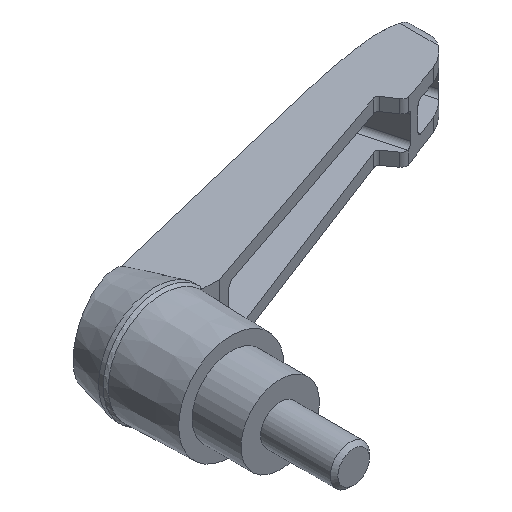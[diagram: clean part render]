
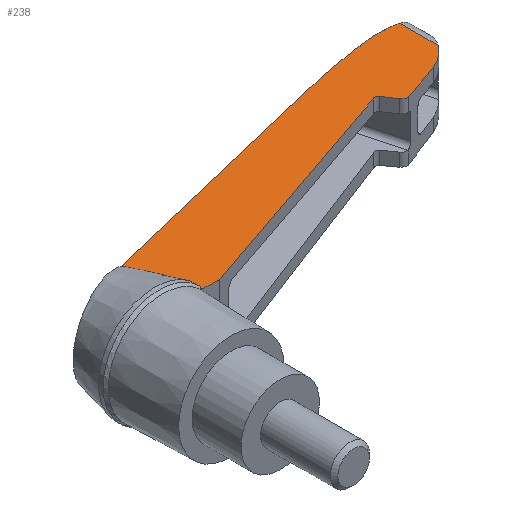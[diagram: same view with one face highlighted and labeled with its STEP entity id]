
A CAD part, isometric view. The second image highlights one B-rep face of the part: STEP entity #238.
In plain terms, the highlighted planar face has unit normal (0.034, 0, 0.999).
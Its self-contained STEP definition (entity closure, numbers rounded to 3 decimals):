
#238 = ADVANCED_FACE( '', ( #497 ), #498, .F. );
#497 = FACE_OUTER_BOUND( '', #766, .T. );
#498 = PLANE( '', #767 );
#766 = EDGE_LOOP( '', ( #1430, #1431, #1432, #1433, #1434, #1435, #1436, #1437, #1438, #1439, #1440, #1441, #1442, #1443, #1444 ) );
#767 = AXIS2_PLACEMENT_3D( '', #1445, #1446, #1447 );
#1430 = ORIENTED_EDGE( '', *, *, #1881, .F. );
#1431 = ORIENTED_EDGE( '', *, *, #1882, .T. );
#1432 = ORIENTED_EDGE( '', *, *, #1857, .F. );
#1433 = ORIENTED_EDGE( '', *, *, #1883, .F. );
#1434 = ORIENTED_EDGE( '', *, *, #1679, .T. );
#1435 = ORIENTED_EDGE( '', *, *, #1884, .F. );
#1436 = ORIENTED_EDGE( '', *, *, #1832, .F. );
#1437 = ORIENTED_EDGE( '', *, *, #1781, .F. );
#1438 = ORIENTED_EDGE( '', *, *, #1855, .F. );
#1439 = ORIENTED_EDGE( '', *, *, #1691, .F. );
#1440 = ORIENTED_EDGE( '', *, *, #1631, .F. );
#1441 = ORIENTED_EDGE( '', *, *, #1885, .F. );
#1442 = ORIENTED_EDGE( '', *, *, #1638, .F. );
#1443 = ORIENTED_EDGE( '', *, *, #1840, .F. );
#1444 = ORIENTED_EDGE( '', *, *, #1764, .F. );
#1445 = CARTESIAN_POINT( '', ( 0., 58.5, 8.22 ) );
#1446 = DIRECTION( '', ( -0.034, 0., -0.999 ) );
#1447 = DIRECTION( '', ( -0.999, 0., 0.034 ) );
#1631 = EDGE_CURVE( '', #1956, #1958, #1959, .T. );
#1638 = EDGE_CURVE( '', #1969, #1964, #1971, .T. );
#1679 = EDGE_CURVE( '', #2040, #2038, #2041, .T. );
#1691 = EDGE_CURVE( '', #1958, #2059, #2060, .T. );
#1764 = EDGE_CURVE( '', #2175, #2171, #2177, .T. );
#1781 = EDGE_CURVE( '', #2205, #2188, #2207, .T. );
#1832 = EDGE_CURVE( '', #2188, #2276, #2278, .T. );
#1840 = EDGE_CURVE( '', #2171, #1969, #2286, .T. );
#1855 = EDGE_CURVE( '', #2059, #2205, #2303, .T. );
#1857 = EDGE_CURVE( '', #2305, #2306, #2307, .T. );
#1881 = EDGE_CURVE( '', #2336, #2175, #2337, .T. );
#1882 = EDGE_CURVE( '', #2336, #2306, #2338, .T. );
#1883 = EDGE_CURVE( '', #2040, #2305, #2339, .T. );
#1884 = EDGE_CURVE( '', #2276, #2038, #2340, .T. );
#1885 = EDGE_CURVE( '', #1964, #1956, #2341, .T. );
#1956 = VERTEX_POINT( '', #2475 );
#1958 = VERTEX_POINT( '', #2478 );
#1959 = ELLIPSE( '', #2479, 36.021, 36. );
#1964 = VERTEX_POINT( '', #2488 );
#1969 = VERTEX_POINT( '', #2494 );
#1971 = ELLIPSE( '', #2497, 157.091, 157. );
#2038 = VERTEX_POINT( '', #2596 );
#2040 = VERTEX_POINT( '', #2599 );
#2041 = ELLIPSE( '', #2600, 0.8, 0.8 );
#2059 = VERTEX_POINT( '', #2626 );
#2060 = LINE( '', #2627, #2628 );
#2171 = VERTEX_POINT( '', #2802 );
#2175 = VERTEX_POINT( '', #2815 );
#2177 = B_SPLINE_CURVE_WITH_KNOTS( '', 3, ( #2817, #2818, #2819, #2820, #2821, #2822, #2823, #2824, #2825, #2826 ), .UNSPECIFIED., .F., .F., ( 4, 2, 2, 2, 4 ), ( 0., 0.006, 0.009, 0.01, 0.012 ), .UNSPECIFIED. );
#2188 = VERTEX_POINT( '', #2839 );
#2205 = VERTEX_POINT( '', #2863 );
#2207 = LINE( '', #2866, #2867 );
#2276 = VERTEX_POINT( '', #2971 );
#2278 = ELLIPSE( '', #2974, 1.201, 1.2 );
#2286 = LINE( '', #2983, #2984 );
#2303 = ELLIPSE( '', #3007, 12.007, 12. );
#2305 = VERTEX_POINT( '', #3009 );
#2306 = VERTEX_POINT( '', #3010 );
#2307 = LINE( '', #3011, #3012 );
#2336 = VERTEX_POINT( '', #3053 );
#2337 = LINE( '', #3054, #3055 );
#2338 = B_SPLINE_CURVE_WITH_KNOTS( '', 3, ( #3056, #3057, #3058, #3059, #3060, #3061 ), .UNSPECIFIED., .F., .F., ( 4, 2, 4 ), ( 0., 0., 0.001 ), .UNSPECIFIED. );
#2339 = LINE( '', #3062, #3063 );
#2340 = LINE( '', #3064, #3065 );
#2341 = ELLIPSE( '', #3066, 30.017, 30. );
#2475 = CARTESIAN_POINT( '', ( 74.8, 53.5, 5.677 ) );
#2478 = CARTESIAN_POINT( '', ( 77.585, 53.244, 5.582 ) );
#2479 = AXIS2_PLACEMENT_3D( '', #3120, #3121, #3122 );
#2488 = CARTESIAN_POINT( '', ( 69.3, 53., 5.864 ) );
#2494 = CARTESIAN_POINT( '', ( 56.5, 50.262, 6.299 ) );
#2497 = AXIS2_PLACEMENT_3D( '', #3129, #3130, #3131 );
#2596 = CARTESIAN_POINT( '', ( 62.1, 41.746, 6.109 ) );
#2599 = CARTESIAN_POINT( '', ( 61.169, 42.042, 6.14 ) );
#2600 = AXIS2_PLACEMENT_3D( '', #3179, #3180, #3181 );
#2626 = CARTESIAN_POINT( '', ( 77.585, 45.336, 5.582 ) );
#2627 = CARTESIAN_POINT( '', ( 77.585, 58.5, 5.582 ) );
#2628 = VECTOR( '', #3190, 1000. );
#2802 = CARTESIAN_POINT( '', ( 3.725, 36.121, 8.093 ) );
#2815 = CARTESIAN_POINT( '', ( 8.322, 25.6, 7.937 ) );
#2817 = CARTESIAN_POINT( '', ( 8.322, 25.6, 7.937 ) );
#2818 = CARTESIAN_POINT( '', ( 7.686, 27.409, 7.958 ) );
#2819 = CARTESIAN_POINT( '', ( 7.019, 29.207, 7.981 ) );
#2820 = CARTESIAN_POINT( '', ( 5.912, 31.861, 8.019 ) );
#2821 = CARTESIAN_POINT( '', ( 5.526, 32.738, 8.032 ) );
#2822 = CARTESIAN_POINT( '', ( 4.898, 34.032, 8.053 ) );
#2823 = CARTESIAN_POINT( '', ( 4.68, 34.459, 8.06 ) );
#2824 = CARTESIAN_POINT( '', ( 4.223, 35.301, 8.076 ) );
#2825 = CARTESIAN_POINT( '', ( 3.982, 35.717, 8.084 ) );
#2826 = CARTESIAN_POINT( '', ( 3.725, 36.121, 8.093 ) );
#2839 = CARTESIAN_POINT( '', ( 65.173, 38.89, 6.004 ) );
#2863 = CARTESIAN_POINT( '', ( 73., 41.739, 5.738 ) );
#2866 = CARTESIAN_POINT( '', ( 65.008, 38.83, 6.01 ) );
#2867 = VECTOR( '', #3314, 1000. );
#2971 = CARTESIAN_POINT( '', ( 63.777, 39.333, 6.051 ) );
#2974 = AXIS2_PLACEMENT_3D( '', #3375, #3376, #3377 );
#2983 = CARTESIAN_POINT( '', ( 56.335, 50.217, 6.304 ) );
#2984 = VECTOR( '', #3385, 1000. );
#3007 = AXIS2_PLACEMENT_3D( '', #3404, #3405, #3406 );
#3009 = CARTESIAN_POINT( '', ( 11.6, 24., 7.825 ) );
#3010 = CARTESIAN_POINT( '', ( 7.764, 24., 7.956 ) );
#3011 = CARTESIAN_POINT( '', ( -0.111, 24., 8.223 ) );
#3012 = VECTOR( '', #3407, 1000. );
#3053 = CARTESIAN_POINT( '', ( 8.322, 24.664, 7.937 ) );
#3054 = CARTESIAN_POINT( '', ( 8.322, 72.299, 7.937 ) );
#3055 = VECTOR( '', #3430, 1000. );
#3056 = CARTESIAN_POINT( '', ( 8.322, 24.664, 7.937 ) );
#3057 = CARTESIAN_POINT( '', ( 8.276, 24.522, 7.938 ) );
#3058 = CARTESIAN_POINT( '', ( 8.2, 24.396, 7.941 ) );
#3059 = CARTESIAN_POINT( '', ( 8.005, 24.172, 7.947 ) );
#3060 = CARTESIAN_POINT( '', ( 7.89, 24.079, 7.951 ) );
#3061 = CARTESIAN_POINT( '', ( 7.764, 24., 7.956 ) );
#3062 = CARTESIAN_POINT( '', ( 11.49, 23.96, 7.829 ) );
#3063 = VECTOR( '', #3431, 1000. );
#3064 = CARTESIAN_POINT( '', ( 62.04, 41.832, 6.111 ) );
#3065 = VECTOR( '', #3432, 1000. );
#3066 = AXIS2_PLACEMENT_3D( '', #3433, #3434, #3435 );
#3120 = CARTESIAN_POINT( '', ( 72.905, 17.55, 5.741 ) );
#3121 = DIRECTION( '', ( -0.034, 0., -0.999 ) );
#3122 = DIRECTION( '', ( 0.999, 0., -0.034 ) );
#3129 = CARTESIAN_POINT( '', ( 95.717, -101.762, 4.966 ) );
#3130 = DIRECTION( '', ( -0.034, 0., -0.999 ) );
#3131 = DIRECTION( '', ( 0.999, 0., -0.034 ) );
#3179 = CARTESIAN_POINT( '', ( 61.443, 41.29, 6.131 ) );
#3180 = DIRECTION( '', ( -0.034, 0., -0.999 ) );
#3181 = DIRECTION( '', ( 0.999, 0., -0.034 ) );
#3190 = DIRECTION( '', ( 0., -1., 0. ) );
#3314 = DIRECTION( '', ( -0.939, -0.342, 0.032 ) );
#3375 = CARTESIAN_POINT( '', ( 64.762, 40.018, 6.018 ) );
#3376 = DIRECTION( '', ( -0.034, 0., -0.999 ) );
#3377 = DIRECTION( '', ( 0.999, 0., -0.034 ) );
#3385 = DIRECTION( '', ( 0.965, 0.259, -0.033 ) );
#3404 = CARTESIAN_POINT( '', ( 68.107, 52.696, 5.904 ) );
#3405 = DIRECTION( '', ( -0.034, 0., -0.999 ) );
#3406 = DIRECTION( '', ( 0.999, 0., -0.034 ) );
#3407 = DIRECTION( '', ( -0.999, 0., 0.034 ) );
#3430 = DIRECTION( '', ( 0., 1., 0. ) );
#3431 = DIRECTION( '', ( -0.939, -0.342, 0.032 ) );
#3432 = DIRECTION( '', ( -0.571, 0.821, 0.019 ) );
#3433 = CARTESIAN_POINT( '', ( 74.755, 23.5, 5.678 ) );
#3434 = DIRECTION( '', ( -0.034, 0., -0.999 ) );
#3435 = DIRECTION( '', ( 0.999, 0., -0.034 ) );
